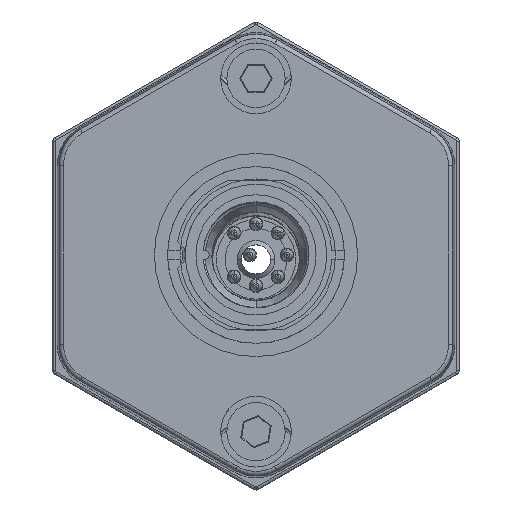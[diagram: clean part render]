
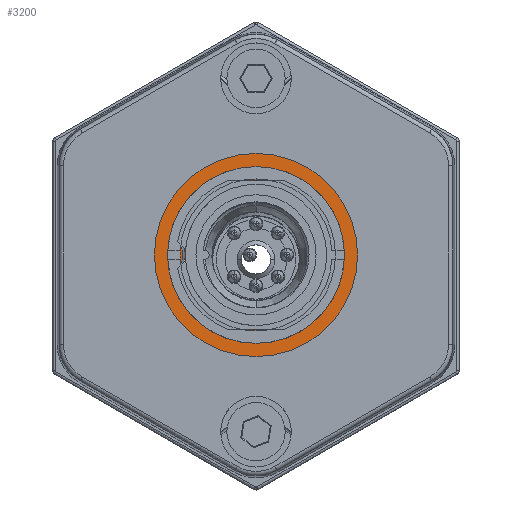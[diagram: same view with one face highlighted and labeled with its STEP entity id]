
A CAD part, top view. The second image highlights one B-rep face of the part: STEP entity #3200.
In plain terms, the highlighted planar face has unit normal (0, 0, 1).
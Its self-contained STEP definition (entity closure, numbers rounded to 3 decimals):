
#296 = DIRECTION ( 'NONE',  ( 1., 0., 0. ) ) ;
#1547 = DIRECTION ( 'NONE',  ( 1., 0., 0. ) ) ;
#1849 = CIRCLE ( 'NONE', #13661, 9. ) ;
#2104 = VERTEX_POINT ( 'NONE', #14487 ) ;
#2623 = CARTESIAN_POINT ( 'NONE',  ( 0., 0., 59.3 ) ) ;
#2900 = EDGE_CURVE ( 'NONE', #10989, #40673, #20156, .T. ) ;
#3200 = ADVANCED_FACE ( 'NONE', ( #17138, #24503 ), #23900, .T. ) ;
#3419 = CIRCLE ( 'NONE', #36876, 9. ) ;
#3623 = ORIENTED_EDGE ( 'NONE', *, *, #39240, .T. ) ;
#3838 = VERTEX_POINT ( 'NONE', #37306 ) ;
#3877 = DIRECTION ( 'NONE',  ( 1., 0., 0. ) ) ;
#4052 = VERTEX_POINT ( 'NONE', #38330 ) ;
#4255 = DIRECTION ( 'NONE',  ( 1., 0., 0. ) ) ;
#5134 = CARTESIAN_POINT ( 'NONE',  ( -2.958, -8.5, 59.3 ) ) ;
#5973 = DIRECTION ( 'NONE',  ( 1., 0., 0. ) ) ;
#6631 = CARTESIAN_POINT ( 'NONE',  ( -8.888, -1.416, 59.3 ) ) ;
#7820 = VERTEX_POINT ( 'NONE', #26566 ) ;
#7870 = ORIENTED_EDGE ( 'NONE', *, *, #27602, .T. ) ;
#8726 = AXIS2_PLACEMENT_3D ( 'NONE', #16407, #17118, #12234 ) ;
#9710 = ORIENTED_EDGE ( 'NONE', *, *, #32722, .T. ) ;
#10307 = DIRECTION ( 'NONE',  ( 0., 0., 1. ) ) ;
#10927 = EDGE_CURVE ( 'NONE', #22417, #18608, #3419, .T. ) ;
#10989 = VERTEX_POINT ( 'NONE', #14970 ) ;
#12234 = DIRECTION ( 'NONE',  ( 1., 0., 0. ) ) ;
#12543 = AXIS2_PLACEMENT_3D ( 'NONE', #38191, #16704, #3877 ) ;
#13356 = AXIS2_PLACEMENT_3D ( 'NONE', #29144, #10307, #32261 ) ;
#13547 = AXIS2_PLACEMENT_3D ( 'NONE', #38637, #19676, #296 ) ;
#13661 = AXIS2_PLACEMENT_3D ( 'NONE', #2623, #24963, #5973 ) ;
#13937 = VECTOR ( 'NONE', #18111, 1000. ) ;
#14356 = CIRCLE ( 'NONE', #13547, 2. ) ;
#14429 = CIRCLE ( 'NONE', #13356, 11.5 ) ;
#14487 = CARTESIAN_POINT ( 'NONE',  ( 2.958, -8.5, 59.3 ) ) ;
#14970 = CARTESIAN_POINT ( 'NONE',  ( -11.5, 0., 59.3 ) ) ;
#15170 = AXIS2_PLACEMENT_3D ( 'NONE', #34195, #15458, #37529 ) ;
#15458 = DIRECTION ( 'NONE',  ( 0., 0., -1. ) ) ;
#16407 = CARTESIAN_POINT ( 'NONE',  ( 0., 0., 59.3 ) ) ;
#16704 = DIRECTION ( 'NONE',  ( 0., 0., 1. ) ) ;
#16900 = ORIENTED_EDGE ( 'NONE', *, *, #39428, .T. ) ;
#17118 = DIRECTION ( 'NONE',  ( 0., 0., 1. ) ) ;
#17138 = FACE_OUTER_BOUND ( 'NONE', #28088, .T. ) ;
#17641 = CARTESIAN_POINT ( 'NONE',  ( -2.958, 8.5, 59.3 ) ) ;
#17968 = CARTESIAN_POINT ( 'NONE',  ( -2.958, -8.5, 59.3 ) ) ;
#18111 = DIRECTION ( 'NONE',  ( -1., 0., 0. ) ) ;
#18608 = VERTEX_POINT ( 'NONE', #6631 ) ;
#19017 = EDGE_LOOP ( 'NONE', ( #40678, #7870, #20946, #19729, #16900, #3623 ) ) ;
#19676 = DIRECTION ( 'NONE',  ( 0., 0., 1. ) ) ;
#19729 = ORIENTED_EDGE ( 'NONE', *, *, #37650, .T. ) ;
#19804 = DIRECTION ( 'NONE',  ( 0., 0., -1. ) ) ;
#20156 = CIRCLE ( 'NONE', #12543, 11.5 ) ;
#20946 = ORIENTED_EDGE ( 'NONE', *, *, #10927, .T. ) ;
#22082 = CARTESIAN_POINT ( 'NONE',  ( 11.5, 0., 59.3 ) ) ;
#22272 = LINE ( 'NONE', #17968, #13937 ) ;
#22417 = VERTEX_POINT ( 'NONE', #5134 ) ;
#23900 = PLANE ( 'NONE',  #8726 ) ;
#24503 = FACE_BOUND ( 'NONE', #19017, .T. ) ;
#24963 = DIRECTION ( 'NONE',  ( 0., 0., -1. ) ) ;
#25110 = CIRCLE ( 'NONE', #15170, 9. ) ;
#26566 = CARTESIAN_POINT ( 'NONE',  ( -2.958, 8.5, 59.3 ) ) ;
#27602 = EDGE_CURVE ( 'NONE', #2104, #22417, #22272, .T. ) ;
#28088 = EDGE_LOOP ( 'NONE', ( #9710, #33648 ) ) ;
#29026 = VECTOR ( 'NONE', #1547, 1000. ) ;
#29144 = CARTESIAN_POINT ( 'NONE',  ( 0., 0., 59.3 ) ) ;
#30023 = LINE ( 'NONE', #17641, #29026 ) ;
#32261 = DIRECTION ( 'NONE',  ( 1., 0., 0. ) ) ;
#32345 = CARTESIAN_POINT ( 'NONE',  ( 0., 0., 59.3 ) ) ;
#32722 = EDGE_CURVE ( 'NONE', #40673, #10989, #14429, .T. ) ;
#33648 = ORIENTED_EDGE ( 'NONE', *, *, #2900, .T. ) ;
#34195 = CARTESIAN_POINT ( 'NONE',  ( 0., 0., 59.3 ) ) ;
#36876 = AXIS2_PLACEMENT_3D ( 'NONE', #32345, #19804, #4255 ) ;
#37306 = CARTESIAN_POINT ( 'NONE',  ( -8.888, 1.416, 59.3 ) ) ;
#37529 = DIRECTION ( 'NONE',  ( 1., 0., 0. ) ) ;
#37650 = EDGE_CURVE ( 'NONE', #18608, #3838, #14356, .T. ) ;
#38191 = CARTESIAN_POINT ( 'NONE',  ( 0., 0., 59.3 ) ) ;
#38330 = CARTESIAN_POINT ( 'NONE',  ( 2.958, 8.5, 59.3 ) ) ;
#38637 = CARTESIAN_POINT ( 'NONE',  ( -10.3, 0., 59.3 ) ) ;
#39240 = EDGE_CURVE ( 'NONE', #7820, #4052, #30023, .T. ) ;
#39428 = EDGE_CURVE ( 'NONE', #3838, #7820, #25110, .T. ) ;
#40673 = VERTEX_POINT ( 'NONE', #22082 ) ;
#40678 = ORIENTED_EDGE ( 'NONE', *, *, #41598, .T. ) ;
#41598 = EDGE_CURVE ( 'NONE', #4052, #2104, #1849, .T. ) ;
